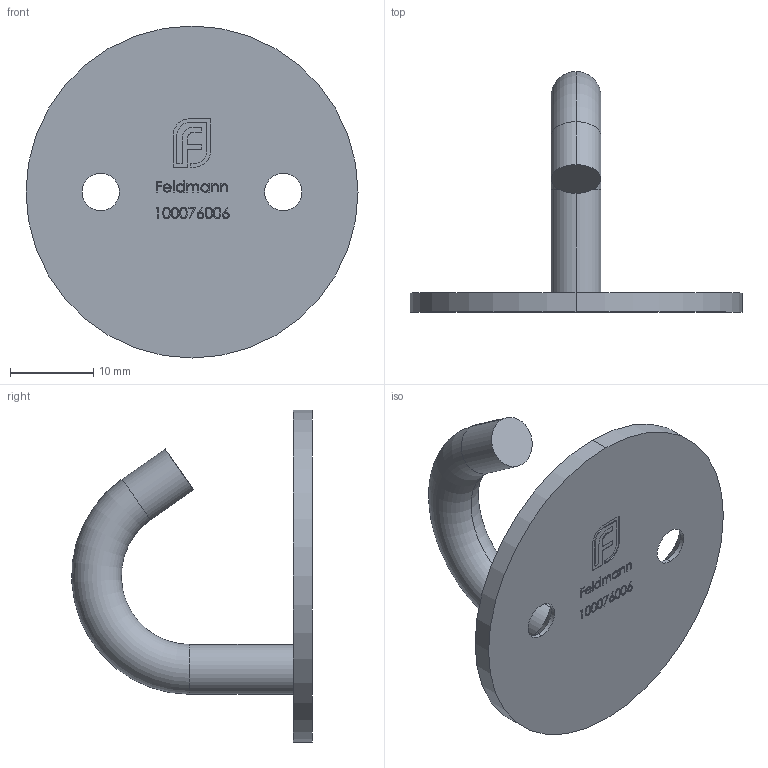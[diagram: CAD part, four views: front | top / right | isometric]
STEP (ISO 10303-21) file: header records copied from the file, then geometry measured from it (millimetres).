
FILE_DESCRIPTION (( 'STEP AP203' ), '1' );
FILE_NAME ('100076006.step', '2020-12-17T08:34:18', ( '' ), ( '' ), 'SwSTEP 2.0', 'SolidWorks 2018', '' );
FILE_SCHEMA (( 'CONFIG_CONTROL_DESIGN' ));
Length unit declared in the file: millimetre
Products named in the file (2): 100076006
Bounding box: 40 x 28.98 x 40 mm (x, y, z)
Volume: 4096.6 mm3; surface area: 3688.1 mm2
Topology: 1 solids, 1 shells, 270 faces, 709 edges, 470 vertices
Faces by surface type: bspline 131, plane 123, cylinder 10, cone 4, torus 2
Entity records: 15684 total; most frequent: CARTESIAN_POINT 9734, ORIENTED_EDGE 1418, DIRECTION 755, EDGE_CURVE 709, VERTEX_POINT 470, VECTOR 421, LINE 421, EDGE_LOOP 303
